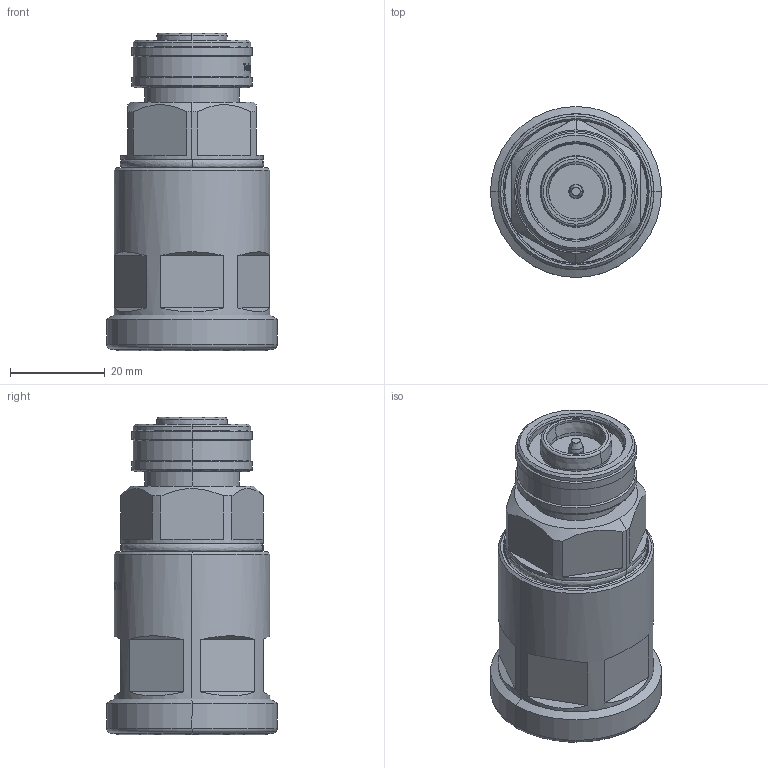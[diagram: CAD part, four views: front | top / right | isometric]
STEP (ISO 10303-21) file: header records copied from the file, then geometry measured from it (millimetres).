
FILE_DESCRIPTION (( 'STEP AP214' ), '1' );
FILE_NAME ('J01440A3008.STEP', '2018-11-14T14:48:41', ( '' ), ( '' ), 'SwSTEP 2.0', 'SolidWorks 2017', '' );
FILE_SCHEMA (( 'AUTOMOTIVE_DESIGN' ));
Length unit declared in the file: millimetre
Products named in the file (1): J01440A3008
Bounding box: 36 x 36 x 66.8 mm (x, y, z)
Volume: 42279.6 mm3; surface area: 12174.6 mm2
Topology: 3 solids, 3 shells, 463 faces, 1156 edges, 746 vertices
Faces by surface type: bspline 174, plane 159, cylinder 76, cone 34, torus 20
Entity records: 33143 total; most frequent: CARTESIAN_POINT 18387, ORIENTED_EDGE 2312, DIRECTION 1450, EDGE_CURVE 1156, VERTEX_POINT 746, AXIS2_PLACEMENT_3D 564, B_SPLINE_CURVE_WITH_KNOTS 540, EDGE_LOOP 514
